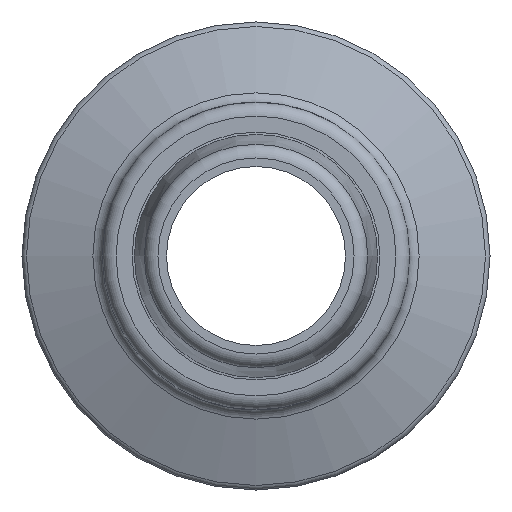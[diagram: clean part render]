
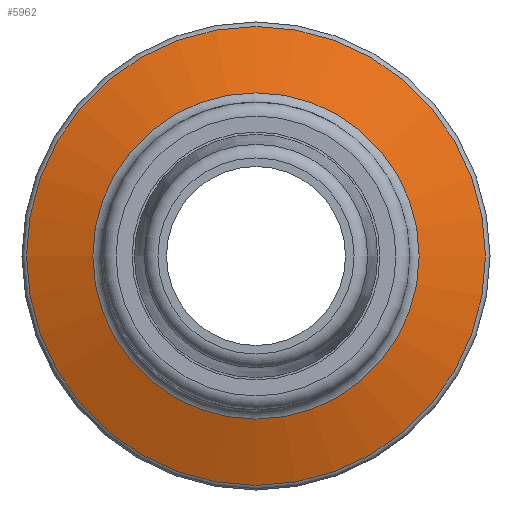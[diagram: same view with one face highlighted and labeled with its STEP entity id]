
A CAD part, left-side view. The second image highlights one B-rep face of the part: STEP entity #5962.
In plain terms, the highlighted conical face has half-angle 70 degrees and reference radius 21.463 mm.
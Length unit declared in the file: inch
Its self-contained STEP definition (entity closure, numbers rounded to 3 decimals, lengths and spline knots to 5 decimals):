
#327=CONICAL_SURFACE('',#6417,0.845,70.);
#1552=FACE_BOUND('',#1969,.T.);
#1587=FACE_OUTER_BOUND('',#1968,.T.);
#1968=EDGE_LOOP('',(#4319));
#1969=EDGE_LOOP('',(#4320));
#2358=CIRCLE('',#6322,0.71112);
#2426=CIRCLE('',#6418,1.00026);
#2549=VERTEX_POINT('',#8218);
#2766=VERTEX_POINT('',#9276);
#3174=EDGE_CURVE('',#2549,#2549,#2358,.T.);
#3391=EDGE_CURVE('',#2766,#2766,#2426,.T.);
#4319=ORIENTED_EDGE('',*,*,#3391,.F.);
#4320=ORIENTED_EDGE('',*,*,#3174,.F.);
#5962=ADVANCED_FACE('',(#1587,#1552),#327,.T.);
#6322=AXIS2_PLACEMENT_3D('',#8219,#6816,#6817);
#6417=AXIS2_PLACEMENT_3D('',#9275,#7058,#7059);
#6418=AXIS2_PLACEMENT_3D('',#9277,#7060,#7061);
#6816=DIRECTION('center_axis',(-1.,0.,0.));
#6817=DIRECTION('ref_axis',(0.,-1.,0.));
#7058=DIRECTION('center_axis',(1.,0.,0.));
#7059=DIRECTION('ref_axis',(0.,1.,0.));
#7060=DIRECTION('center_axis',(1.,0.,0.));
#7061=DIRECTION('ref_axis',(0.,-1.,0.));
#8218=CARTESIAN_POINT('',(2.65558,0.71112,0.));
#8219=CARTESIAN_POINT('Origin',(2.65558,0.,0.));
#9275=CARTESIAN_POINT('Origin',(2.70431,0.,0.));
#9276=CARTESIAN_POINT('',(2.76082,1.00026,0.));
#9277=CARTESIAN_POINT('Origin',(2.76082,0.,0.));
